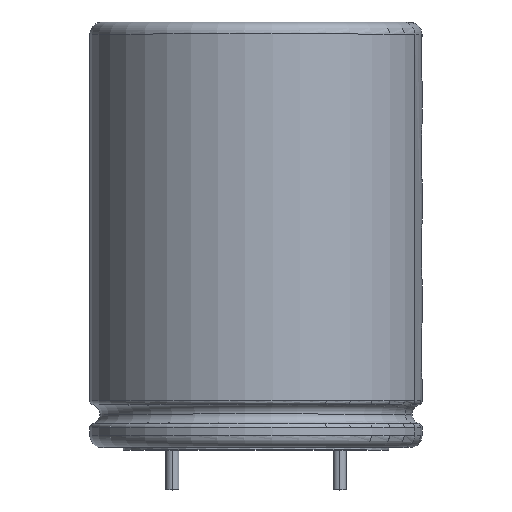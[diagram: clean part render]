
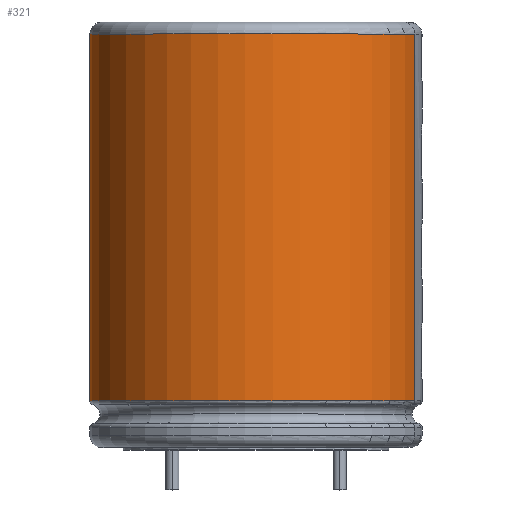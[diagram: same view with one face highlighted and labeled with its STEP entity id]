
A CAD part, top view. The second image highlights one B-rep face of the part: STEP entity #321.
In plain terms, the highlighted cylindrical face has radius 12.5 mm (diameter 25 mm), a partial arc.
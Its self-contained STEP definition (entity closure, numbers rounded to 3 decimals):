
#2 = EDGE_CURVE ( 'NONE', #20, #103, #2111, .T. ) ;
#5 = EDGE_CURVE ( 'NONE', #1831, #103, #143, .T. ) ;
#20 = VERTEX_POINT ( 'NONE', #909 ) ;
#103 = VERTEX_POINT ( 'NONE', #1514 ) ;
#128 = DIRECTION ( 'NONE',  ( -1., 0., 0. ) ) ;
#143 = CIRCLE ( 'NONE', #702, 12.5 ) ;
#165 = DIRECTION ( 'NONE',  ( 0., -1., 0. ) ) ;
#217 = CARTESIAN_POINT ( 'NONE',  ( 11.954, 32.2, 3.654 ) ) ;
#300 = AXIS2_PLACEMENT_3D ( 'NONE', #1995, #1063, #128 ) ;
#321 = ADVANCED_FACE ( 'NONE', ( #1913 ), #850, .T. ) ;
#334 = ORIENTED_EDGE ( 'NONE', *, *, #679, .F. ) ;
#436 = VERTEX_POINT ( 'NONE', #1786 ) ;
#467 = ORIENTED_EDGE ( 'NONE', *, *, #2253, .F. ) ;
#569 = CARTESIAN_POINT ( 'NONE',  ( 0., 3.706, 0. ) ) ;
#577 = DIRECTION ( 'NONE',  ( 0., 1., 0. ) ) ;
#679 = EDGE_CURVE ( 'NONE', #1831, #436, #2255, .T. ) ;
#702 = AXIS2_PLACEMENT_3D ( 'NONE', #569, #1901, #1164 ) ;
#744 = CARTESIAN_POINT ( 'NONE',  ( -12.5, 32.2, 0. ) ) ;
#850 = CYLINDRICAL_SURFACE ( 'NONE', #1994, 12.5 ) ;
#909 = CARTESIAN_POINT ( 'NONE',  ( 11.954, 31.3, 3.654 ) ) ;
#915 = CARTESIAN_POINT ( 'NONE',  ( -12.5, 3.706, 0. ) ) ;
#921 = EDGE_LOOP ( 'NONE', ( #334, #2408, #2002, #467 ) ) ;
#972 = DIRECTION ( 'NONE',  ( -1., 0., 0. ) ) ;
#1063 = DIRECTION ( 'NONE',  ( 0., 1., 0. ) ) ;
#1154 = VECTOR ( 'NONE', #165, 1000. ) ;
#1164 = DIRECTION ( 'NONE',  ( -1., 0., 0. ) ) ;
#1514 = CARTESIAN_POINT ( 'NONE',  ( 11.954, 3.706, 3.654 ) ) ;
#1689 = DIRECTION ( 'NONE',  ( 0., 1., 0. ) ) ;
#1771 = VECTOR ( 'NONE', #1689, 1000. ) ;
#1786 = CARTESIAN_POINT ( 'NONE',  ( -12.5, 31.3, 0. ) ) ;
#1831 = VERTEX_POINT ( 'NONE', #915 ) ;
#1901 = DIRECTION ( 'NONE',  ( 0., 1., 0. ) ) ;
#1913 = FACE_OUTER_BOUND ( 'NONE', #921, .T. ) ;
#1994 = AXIS2_PLACEMENT_3D ( 'NONE', #2101, #577, #972 ) ;
#1995 = CARTESIAN_POINT ( 'NONE',  ( 0., 31.3, 0. ) ) ;
#2002 = ORIENTED_EDGE ( 'NONE', *, *, #2, .F. ) ;
#2101 = CARTESIAN_POINT ( 'NONE',  ( 0., 32.2, 0. ) ) ;
#2111 = LINE ( 'NONE', #217, #1154 ) ;
#2140 = CIRCLE ( 'NONE', #300, 12.5 ) ;
#2253 = EDGE_CURVE ( 'NONE', #436, #20, #2140, .T. ) ;
#2255 = LINE ( 'NONE', #744, #1771 ) ;
#2408 = ORIENTED_EDGE ( 'NONE', *, *, #5, .T. ) ;
